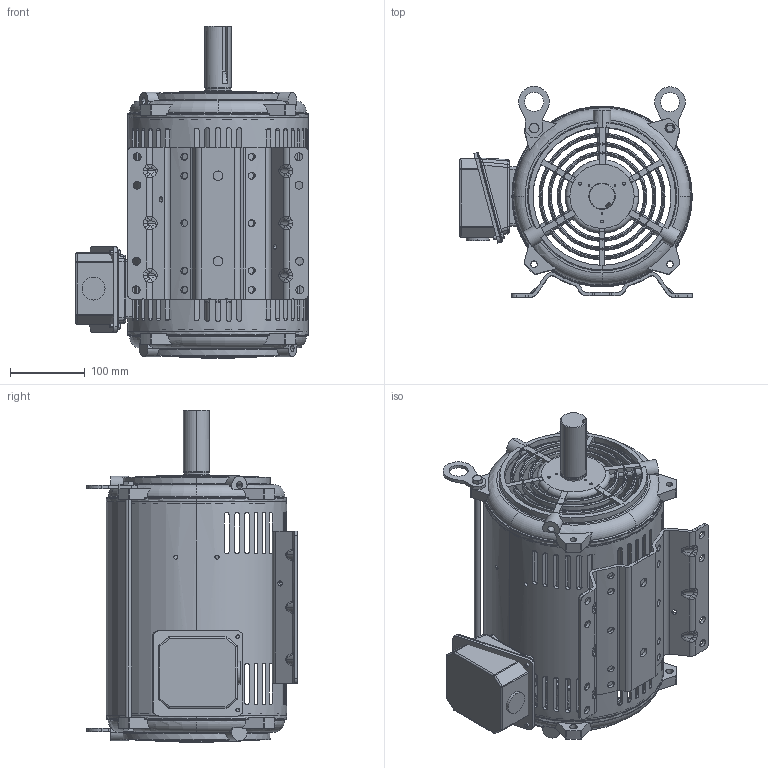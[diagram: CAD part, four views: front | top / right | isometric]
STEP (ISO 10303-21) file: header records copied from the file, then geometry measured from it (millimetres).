
FILE_DESCRIPTION (( 'STEP AP214' ), '1' );
FILE_NAME ('SS620684_213T_215T Coord.STEP', '2021-07-29T00:19:21', ( '' ), ( '' ), 'SwSTEP 2.0', 'SolidWorks 2017', '' );
FILE_SCHEMA (( 'AUTOMOTIVE_DESIGN' ));
Length unit declared in the file: inch
Products named in the file (1): SS620684_213T_215T Coord
Bounding box: 311.05 x 281.88 x 443.86 mm (x, y, z)
Volume: 3118265.5 mm3; surface area: 1066073.8 mm2
Topology: 25 solids, 25 shells, 1892 faces, 5323 edges, 3485 vertices
Faces by surface type: cylinder 840, plane 562, cone 187, torus 183, bspline 106, sphere 14
Entity records: 115945 total; most frequent: CARTESIAN_POINT 44274, ORIENTED_EDGE 10614, DIRECTION 8561, EDGE_CURVE 5307, VERTEX_POINT 3484, AXIS2_PLACEMENT_3D 3202, EDGE_LOOP 2185, VECTOR 2157
